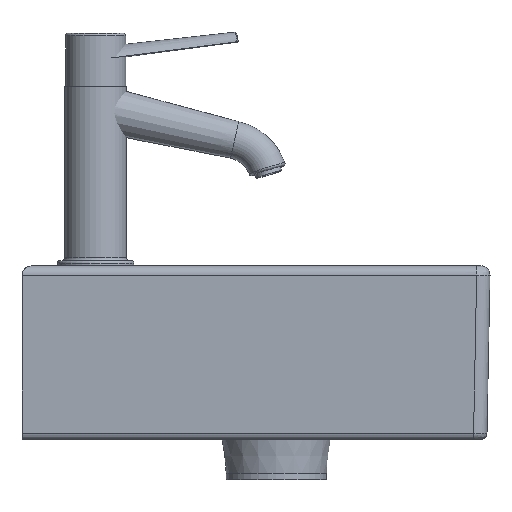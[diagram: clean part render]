
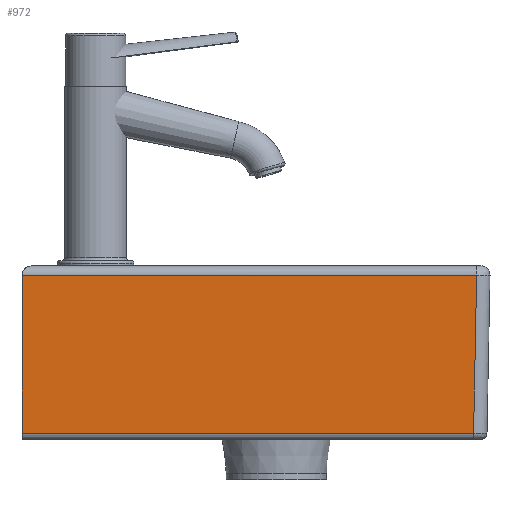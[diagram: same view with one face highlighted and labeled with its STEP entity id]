
A CAD part, left-side view. The second image highlights one B-rep face of the part: STEP entity #972.
In plain terms, the highlighted planar face has unit normal (-1, 0, -0.019).
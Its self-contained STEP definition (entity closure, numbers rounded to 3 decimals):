
#408=CARTESIAN_POINT('',(-44.03,-316.154,-7.135));
#409=VERTEX_POINT('',#408);
#426=CARTESIAN_POINT('',(-44.03,23.711,-7.135));
#427=VERTEX_POINT('',#426);
#435=CARTESIAN_POINT('',(-44.03,23.711,-7.135));
#436=DIRECTION('',(0.0,-1.0,0.0));
#437=VECTOR('',#436,339.865);
#438=LINE('',#435,#437);
#439=EDGE_CURVE('',#427,#409,#438,.T.);
#923=CARTESIAN_POINT('',(-41.762,-313.885,-125.096));
#924=VERTEX_POINT('',#923);
#925=CARTESIAN_POINT('',(-44.03,-316.154,-7.135));
#926=DIRECTION('',(0.019,0.019,-1.));
#927=VECTOR('',#926,118.005);
#928=LINE('',#925,#927);
#929=EDGE_CURVE('',#409,#924,#928,.T.);
#949=CARTESIAN_POINT('',(-44.167,23.711,0.0));
#950=DIRECTION('',(1.,0.,0.019));
#951=DIRECTION('',(0.019,0.,-1.));
#952=AXIS2_PLACEMENT_3D('',#949,#950,#951);
#953=PLANE('',#952);
#954=ORIENTED_EDGE('',*,*,#439,.F.);
#955=CARTESIAN_POINT('',(-41.762,23.711,-125.096));
#956=VERTEX_POINT('',#955);
#957=CARTESIAN_POINT('',(-44.03,23.711,-7.135));
#958=DIRECTION('',(0.019,0.0,-1.));
#959=VECTOR('',#958,117.983);
#960=LINE('',#957,#959);
#961=EDGE_CURVE('',#427,#956,#960,.T.);
#962=ORIENTED_EDGE('',*,*,#961,.T.);
#963=CARTESIAN_POINT('',(-41.762,-313.885,-125.096));
#964=DIRECTION('',(0.0,1.0,0.0));
#965=VECTOR('',#964,337.596);
#966=LINE('',#963,#965);
#967=EDGE_CURVE('',#924,#956,#966,.T.);
#968=ORIENTED_EDGE('',*,*,#967,.F.);
#969=ORIENTED_EDGE('',*,*,#929,.F.);
#970=EDGE_LOOP('',(#954,#962,#968,#969));
#971=FACE_OUTER_BOUND('',#970,.T.);
#972=ADVANCED_FACE('',(#971),#953,.F.);
